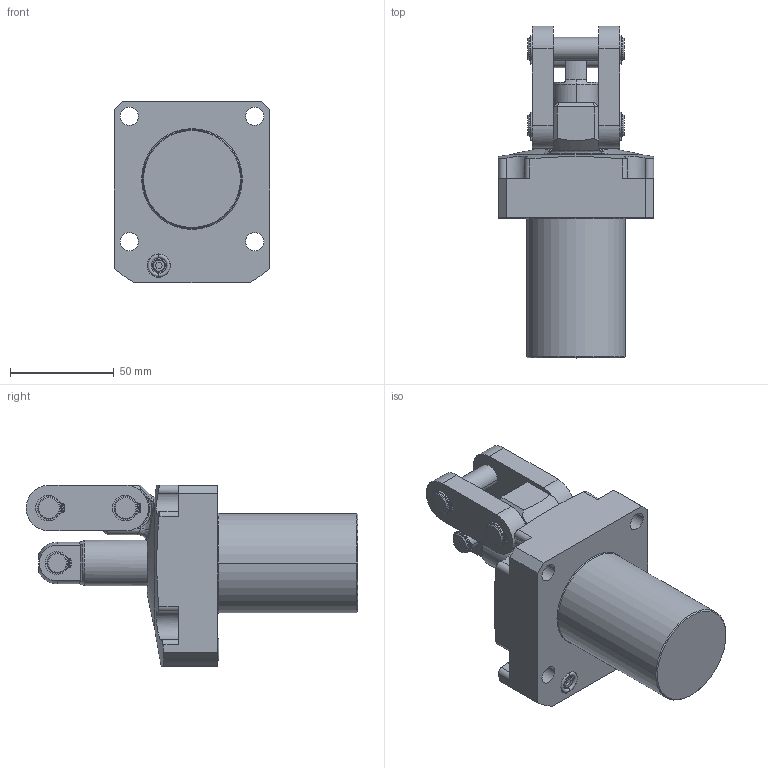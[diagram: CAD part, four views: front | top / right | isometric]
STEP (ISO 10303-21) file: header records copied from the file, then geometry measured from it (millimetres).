
FILE_DESCRIPTION((''),'2;1');
FILE_NAME('ILC16312200','2023-03-14T10:56:06',('rkuestersteffen'),(''),'CREO PARAMETRIC BY PTC INC, 2021164','CREO PARAMETRIC BY PTC INC, 2021164','');
FILE_SCHEMA(('AUTOMOTIVE_DESIGN { 1 0 10303 214 1 1 1 1 }'));
Length unit declared in the file: inch
Products named in the file (3): ILC16312200_BODY; ILC16312200_LUG; ILC16312200
Assembly tree (2 placements, depth 2):
  ILC16312200
    ILC16312200_BODY
    ILC16312200_LUG
Bounding box: 75 x 159.99 x 87.51 mm (x, y, z)
Volume: 362361 mm3; surface area: 60052.8 mm2
Topology: 3 solids, 6 shells, 327 faces, 841 edges, 542 vertices
Faces by surface type: cylinder 154, plane 114, cone 31, torus 18, sphere 6, bspline 4
Entity records: 13903 total; most frequent: CARTESIAN_POINT 2481, DIRECTION 1929, ORIENTED_EDGE 1674, PRESENTATION_STYLE_ASSIGNMENT 882, STYLED_ITEM 882, CURVE_STYLE 877, EDGE_CURVE 841, AXIS2_PLACEMENT_3D 764
